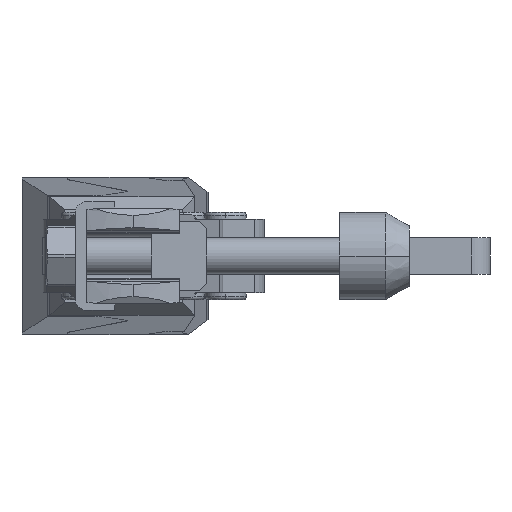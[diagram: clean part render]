
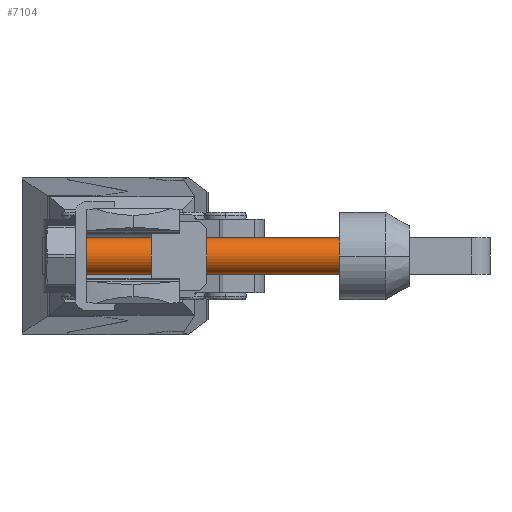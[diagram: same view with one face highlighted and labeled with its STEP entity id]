
A CAD part, left-side view. The second image highlights one B-rep face of the part: STEP entity #7104.
In plain terms, the highlighted cylindrical face has radius 4 mm (diameter 8 mm), a partial arc.
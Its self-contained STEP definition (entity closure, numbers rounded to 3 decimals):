
#148 = ORIENTED_EDGE ( 'NONE', *, *, #8028, .F. ) ;
#309 = CARTESIAN_POINT ( 'NONE',  ( 0., 13., 0. ) ) ;
#1643 = DIRECTION ( 'NONE',  ( 0., 0., -1. ) ) ;
#1840 = CARTESIAN_POINT ( 'NONE',  ( 0., 13., -4. ) ) ;
#2616 = ORIENTED_EDGE ( 'NONE', *, *, #5926, .T. ) ;
#2769 = LINE ( 'NONE', #4946, #6675 ) ;
#3053 = CYLINDRICAL_SURFACE ( 'NONE', #6634, 4. ) ;
#3176 = VECTOR ( 'NONE', #8029, 1000. ) ;
#3881 = CARTESIAN_POINT ( 'NONE',  ( 0., 77.233, 0. ) ) ;
#4091 = DIRECTION ( 'NONE',  ( 0., -1., 0. ) ) ;
#4231 = AXIS2_PLACEMENT_3D ( 'NONE', #3881, #6754, #6802 ) ;
#4248 = DIRECTION ( 'NONE',  ( 0., 0., -1. ) ) ;
#4344 = CARTESIAN_POINT ( 'NONE',  ( 0., 13., 4. ) ) ;
#4635 = CARTESIAN_POINT ( 'NONE',  ( 0., 77.233, -4. ) ) ;
#4851 = VERTEX_POINT ( 'NONE', #4635 ) ;
#4881 = CARTESIAN_POINT ( 'NONE',  ( 0., 77.233, 4. ) ) ;
#4946 = CARTESIAN_POINT ( 'NONE',  ( 0., 7.7, -4. ) ) ;
#5375 = EDGE_CURVE ( 'NONE', #9688, #9851, #6187, .T. ) ;
#5515 = EDGE_LOOP ( 'NONE', ( #7681, #8086, #2616, #148 ) ) ;
#5926 = EDGE_CURVE ( 'NONE', #8401, #4851, #8715, .T. ) ;
#5996 = FACE_OUTER_BOUND ( 'NONE', #5515, .T. ) ;
#6187 = CIRCLE ( 'NONE', #8889, 4. ) ;
#6409 = DIRECTION ( 'NONE',  ( 0., 1., 0. ) ) ;
#6626 = CARTESIAN_POINT ( 'NONE',  ( 0., 7.7, 4. ) ) ;
#6634 = AXIS2_PLACEMENT_3D ( 'NONE', #9802, #9048, #1643 ) ;
#6675 = VECTOR ( 'NONE', #6409, 1000. ) ;
#6754 = DIRECTION ( 'NONE',  ( 0., -1., 0. ) ) ;
#6802 = DIRECTION ( 'NONE',  ( 0., 0., -1. ) ) ;
#7104 = ADVANCED_FACE ( 'NONE', ( #5996 ), #3053, .T. ) ;
#7258 = EDGE_CURVE ( 'NONE', #9688, #8401, #8192, .T. ) ;
#7681 = ORIENTED_EDGE ( 'NONE', *, *, #5375, .F. ) ;
#8028 = EDGE_CURVE ( 'NONE', #9851, #4851, #2769, .T. ) ;
#8029 = DIRECTION ( 'NONE',  ( 0., 1., 0. ) ) ;
#8086 = ORIENTED_EDGE ( 'NONE', *, *, #7258, .T. ) ;
#8192 = LINE ( 'NONE', #6626, #3176 ) ;
#8401 = VERTEX_POINT ( 'NONE', #4881 ) ;
#8715 = CIRCLE ( 'NONE', #4231, 4. ) ;
#8889 = AXIS2_PLACEMENT_3D ( 'NONE', #309, #4091, #4248 ) ;
#9048 = DIRECTION ( 'NONE',  ( 0., 1., 0. ) ) ;
#9688 = VERTEX_POINT ( 'NONE', #4344 ) ;
#9802 = CARTESIAN_POINT ( 'NONE',  ( 0., 7.7, 0. ) ) ;
#9851 = VERTEX_POINT ( 'NONE', #1840 ) ;
